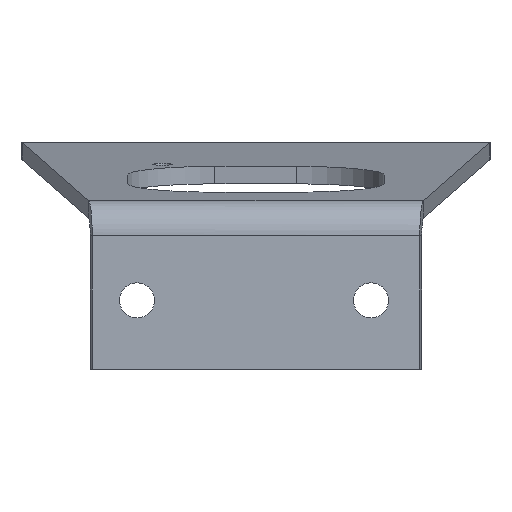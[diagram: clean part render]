
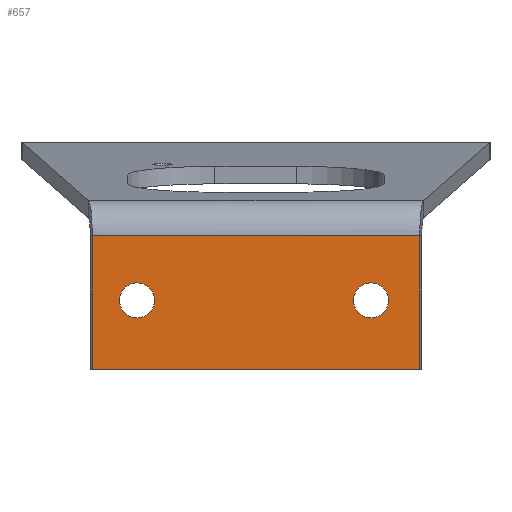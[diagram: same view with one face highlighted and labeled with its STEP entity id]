
A CAD part, front view. The second image highlights one B-rep face of the part: STEP entity #657.
In plain terms, the highlighted planar face has unit normal (0, -1, 0).
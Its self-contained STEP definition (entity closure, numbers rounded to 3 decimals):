
#51=FACE_BOUND('',#135,.T.);
#52=FACE_BOUND('',#136,.T.);
#67=CIRCLE('',#715,3.);
#68=CIRCLE('',#716,3.);
#97=FACE_OUTER_BOUND('',#134,.T.);
#134=EDGE_LOOP('',(#456,#457,#458,#459));
#135=EDGE_LOOP('',(#460));
#136=EDGE_LOOP('',(#461));
#188=LINE('',#995,#244);
#189=LINE('',#998,#245);
#192=LINE('',#1004,#248);
#193=LINE('',#1005,#249);
#244=VECTOR('',#791,10.);
#245=VECTOR('',#794,10.);
#248=VECTOR('',#799,10.);
#249=VECTOR('',#800,10.);
#298=VERTEX_POINT('',#989);
#300=VERTEX_POINT('',#993);
#301=VERTEX_POINT('',#997);
#303=VERTEX_POINT('',#1003);
#304=VERTEX_POINT('',#1006);
#305=VERTEX_POINT('',#1008);
#358=EDGE_CURVE('',#298,#300,#188,.T.);
#359=EDGE_CURVE('',#301,#298,#189,.T.);
#362=EDGE_CURVE('',#300,#303,#192,.T.);
#363=EDGE_CURVE('',#301,#303,#193,.T.);
#364=EDGE_CURVE('',#304,#304,#67,.T.);
#365=EDGE_CURVE('',#305,#305,#68,.T.);
#456=ORIENTED_EDGE('',*,*,#358,.T.);
#457=ORIENTED_EDGE('',*,*,#362,.T.);
#458=ORIENTED_EDGE('',*,*,#363,.F.);
#459=ORIENTED_EDGE('',*,*,#359,.T.);
#460=ORIENTED_EDGE('',*,*,#364,.T.);
#461=ORIENTED_EDGE('',*,*,#365,.T.);
#636=PLANE('',#714);
#657=ADVANCED_FACE('',(#97,#51,#52),#636,.F.);
#714=AXIS2_PLACEMENT_3D('',#1002,#797,#798);
#715=AXIS2_PLACEMENT_3D('',#1007,#801,#802);
#716=AXIS2_PLACEMENT_3D('',#1009,#803,#804);
#791=DIRECTION('',(1.,0.,0.));
#794=DIRECTION('',(0.,0.,-1.));
#797=DIRECTION('center_axis',(0.,1.,0.));
#798=DIRECTION('ref_axis',(0.,0.,1.));
#799=DIRECTION('',(0.,0.,1.));
#800=DIRECTION('',(1.,0.,0.));
#801=DIRECTION('center_axis',(0.,1.,0.));
#802=DIRECTION('ref_axis',(-1.,0.,0.));
#803=DIRECTION('center_axis',(0.,1.,0.));
#804=DIRECTION('ref_axis',(-1.,0.,0.));
#989=CARTESIAN_POINT('',(12.,0.,36.678));
#993=CARTESIAN_POINT('',(68.,0.,36.678));
#995=CARTESIAN_POINT('',(7.315,0.,36.678));
#997=CARTESIAN_POINT('',(12.,0.,59.572));
#998=CARTESIAN_POINT('',(12.,0.,54.));
#1002=CARTESIAN_POINT('Origin',(40.,0.,32.5));
#1003=CARTESIAN_POINT('',(68.,0.,59.572));
#1004=CARTESIAN_POINT('',(68.,0.,54.));
#1005=CARTESIAN_POINT('',(40.,0.,59.572));
#1006=CARTESIAN_POINT('',(62.657,0.,48.5));
#1007=CARTESIAN_POINT('Origin',(59.657,0.,48.5));
#1008=CARTESIAN_POINT('',(22.657,0.,48.5));
#1009=CARTESIAN_POINT('Origin',(19.657,0.,48.5));
